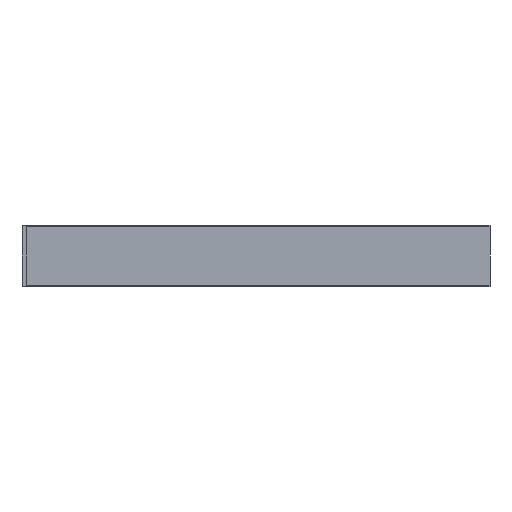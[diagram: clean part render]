
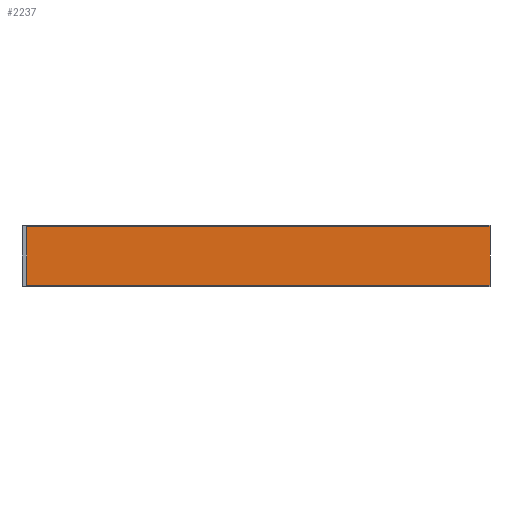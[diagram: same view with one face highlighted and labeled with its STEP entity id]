
A CAD part, top view. The second image highlights one B-rep face of the part: STEP entity #2237.
In plain terms, the highlighted planar face has unit normal (0, 0, 1).
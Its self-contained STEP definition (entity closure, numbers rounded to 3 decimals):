
#327=FACE_OUTER_BOUND('',#440,.T.);
#440=EDGE_LOOP('',(#2014,#2015,#2016,#2017));
#624=LINE('',#3735,#840);
#625=LINE('',#3739,#841);
#626=LINE('',#3742,#842);
#627=LINE('',#3744,#843);
#840=VECTOR('',#3059,1.);
#841=VECTOR('',#3064,1.);
#842=VECTOR('',#3069,1.);
#843=VECTOR('',#3072,1.);
#1056=VERTEX_POINT('',#3726);
#1057=VERTEX_POINT('',#3730);
#1058=VERTEX_POINT('',#3734);
#1059=VERTEX_POINT('',#3738);
#1393=EDGE_CURVE('',#1058,#1056,#624,.T.);
#1395=EDGE_CURVE('',#1059,#1058,#625,.T.);
#1397=EDGE_CURVE('',#1059,#1057,#626,.T.);
#1398=EDGE_CURVE('',#1057,#1056,#627,.T.);
#2014=ORIENTED_EDGE('',*,*,#1393,.T.);
#2015=ORIENTED_EDGE('',*,*,#1398,.F.);
#2016=ORIENTED_EDGE('',*,*,#1397,.F.);
#2017=ORIENTED_EDGE('',*,*,#1395,.T.);
#2124=PLANE('',#2454);
#2237=ADVANCED_FACE('',(#327),#2124,.T.);
#2454=AXIS2_PLACEMENT_3D('',#3745,#3073,#3074);
#3059=DIRECTION('',(-1.,0.,0.));
#3064=DIRECTION('',(0.,1.,0.));
#3069=DIRECTION('',(-1.,0.,0.));
#3072=DIRECTION('',(0.,1.,0.));
#3073=DIRECTION('center_axis',(0.,0.,1.));
#3074=DIRECTION('ref_axis',(1.,0.,0.));
#3726=CARTESIAN_POINT('',(98.042,300.145,-37.6));
#3730=CARTESIAN_POINT('',(98.042,-94.055,-37.6));
#3734=CARTESIAN_POINT('',(3097.052,300.145,-37.6));
#3735=CARTESIAN_POINT('',(3097.052,300.145,-37.6));
#3738=CARTESIAN_POINT('',(3097.052,-94.055,-37.6));
#3739=CARTESIAN_POINT('',(3097.052,-84.604,-37.6));
#3742=CARTESIAN_POINT('',(98.047,-94.055,-37.6));
#3744=CARTESIAN_POINT('',(98.042,103.045,-37.6));
#3745=CARTESIAN_POINT('Origin',(3067.94,107.771,-37.6));
